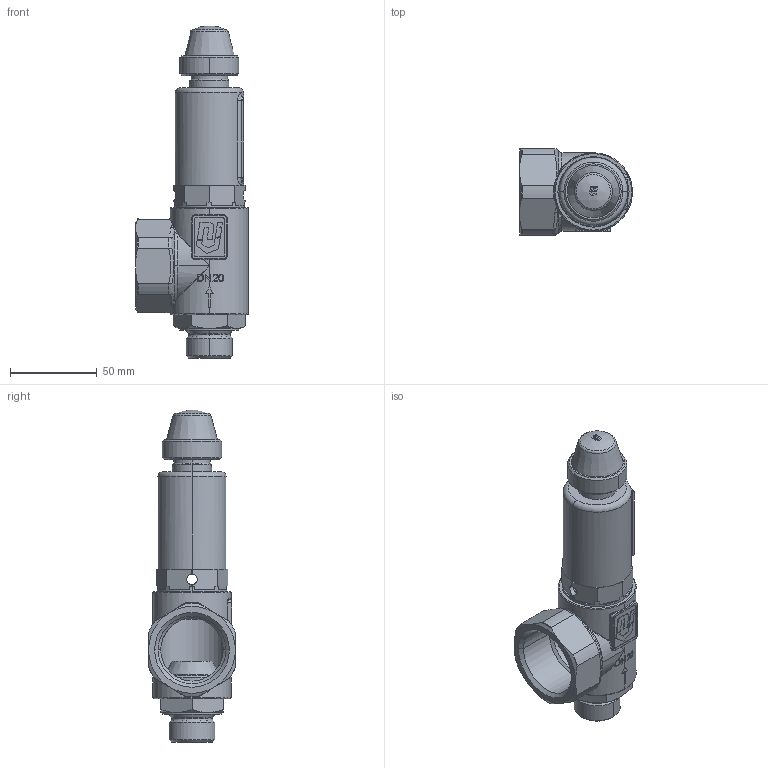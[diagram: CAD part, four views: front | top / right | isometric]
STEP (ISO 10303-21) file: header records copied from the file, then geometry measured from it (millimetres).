
FILE_DESCRIPTION(('HOOPS Exchange Step'),'2;1');
FILE_NAME('SV04-08-06-10-DN20-AG.stp','2026-01-23T09:28:55+01:00',('nieru'),('Unknown organisation'),'HOOPS Exchange 2024.2','HOOPS Exchange','Unknown authorisation');
FILE_SCHEMA( ('AP203_CONFIGURATION_CONTROLLED_3D_DESIGN_OF_MECHANICAL_PARTS_AND_ASSEMBLIES_MIM_LF') );
Length unit declared in the file: millimetre
Products named in the file (2): 0; root
Assembly tree (1 placements, depth 2):
  root
    0
Bounding box: 65 x 50 x 191 mm (x, y, z)
Volume: 110525.4 mm3; surface area: 60430.3 mm2
Topology: 6 solids, 6 shells, 587 faces, 1505 edges, 937 vertices
Faces by surface type: plane 186, bspline 135, cylinder 123, cone 93, torus 42, sphere 8
Entity records: 26237 total; most frequent: CARTESIAN_POINT 13580, ORIENTED_EDGE 2978, DIRECTION 2081, EDGE_CURVE 1489, VERTEX_POINT 937, AXIS2_PLACEMENT_3D 820, EDGE_LOOP 626, FACE_BOUND 626
